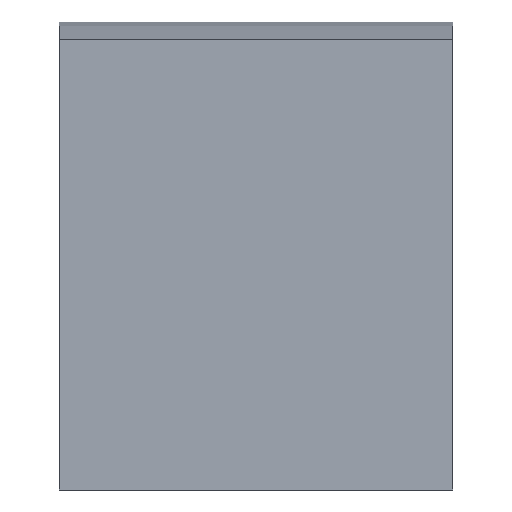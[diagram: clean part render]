
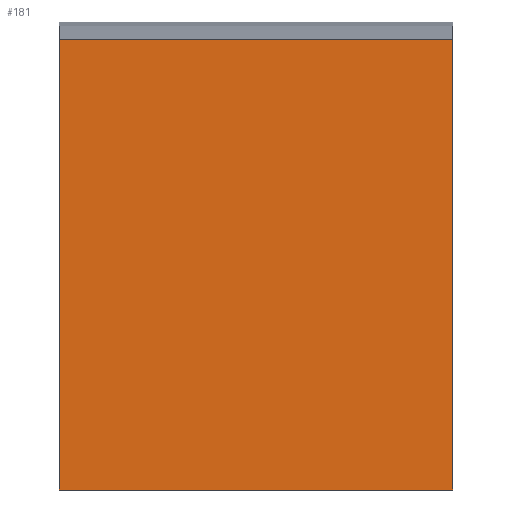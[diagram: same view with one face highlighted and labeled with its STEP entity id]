
A CAD part, front view. The second image highlights one B-rep face of the part: STEP entity #181.
In plain terms, the highlighted planar face has unit normal (0, -1, 0).
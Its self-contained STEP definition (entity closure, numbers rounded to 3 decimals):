
#5=DIRECTION('',(1.,0.,0.));
#6=VECTOR('',#5,35.);
#7=CARTESIAN_POINT('',(-17.5,-17.5,20.));
#8=LINE('',#7,#6);
#52=DIRECTION('',(0.,0.,1.));
#53=VECTOR('',#52,40.);
#54=CARTESIAN_POINT('',(-17.5,-17.5,20.));
#55=LINE('',#54,#53);
#56=DIRECTION('',(-1.,0.,0.));
#57=VECTOR('',#56,35.);
#58=CARTESIAN_POINT('',(17.5,-17.5,60.));
#59=LINE('',#58,#57);
#60=DIRECTION('',(0.,0.,-1.));
#61=VECTOR('',#60,40.);
#62=CARTESIAN_POINT('',(17.5,-17.5,60.));
#63=LINE('',#62,#61);
#78=CARTESIAN_POINT('',(-17.5,-17.5,20.));
#80=VERTEX_POINT('',#78);
#81=CARTESIAN_POINT('',(17.5,-17.5,20.));
#82=VERTEX_POINT('',#81);
#94=CARTESIAN_POINT('',(17.5,-17.5,60.));
#96=VERTEX_POINT('',#94);
#98=CARTESIAN_POINT('',(-17.5,-17.5,60.));
#100=VERTEX_POINT('',#98);
#169=CARTESIAN_POINT('',(-17.5,-17.5,20.));
#170=DIRECTION('',(0.,-1.,0.));
#171=DIRECTION('',(1.,0.,0.));
#172=AXIS2_PLACEMENT_3D('',#169,#170,#171);
#173=PLANE('',#172);
#174=ORIENTED_EDGE('',*,*,#126,.T.);
#176=ORIENTED_EDGE('',*,*,#175,.F.);
#177=ORIENTED_EDGE('',*,*,#156,.T.);
#178=ORIENTED_EDGE('',*,*,#108,.F.);
#179=EDGE_LOOP('',(#174,#176,#177,#178));
#180=FACE_OUTER_BOUND('',#179,.F.);
#181=ADVANCED_FACE('',(#180),#173,.T.);
#108=EDGE_CURVE('',#80,#82,#8,.T.);
#126=EDGE_CURVE('',#80,#100,#55,.T.);
#156=EDGE_CURVE('',#96,#82,#63,.T.);
#175=EDGE_CURVE('',#96,#100,#59,.T.);
